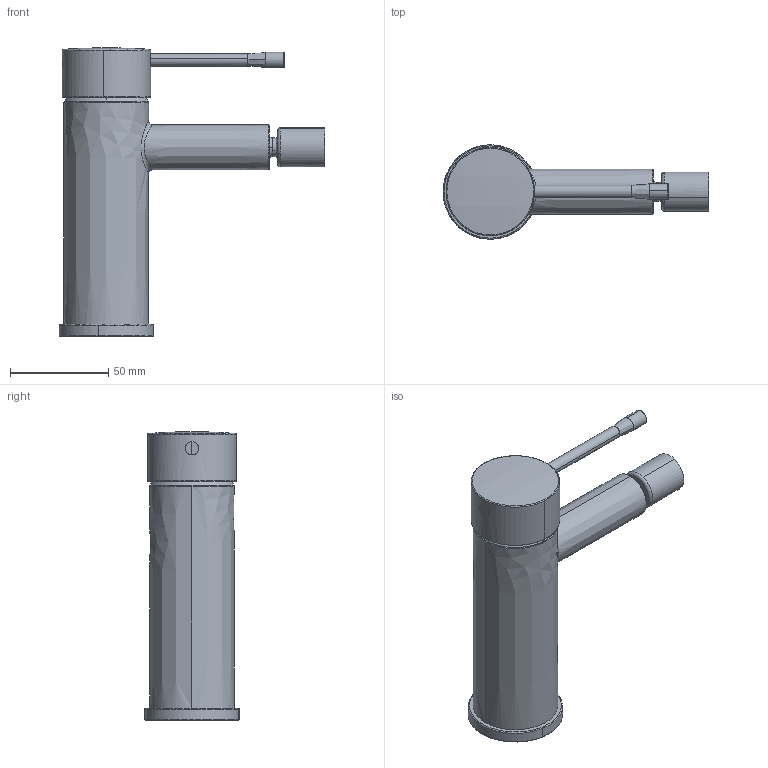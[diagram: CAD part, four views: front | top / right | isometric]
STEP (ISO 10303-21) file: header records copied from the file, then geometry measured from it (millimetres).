
FILE_DESCRIPTION(/* description */ ('AP214 STEP file'),/* implementation_level */ '2;1');
FILE_NAME(/* name */ '24395_out.stp',/* time_stamp */ '2023-03-06T10:15:55+01:00',/* author */ (''),/* organization */ (''),/* preprocessor_version */ 'ST-DEVELOPER v18.1',/* originating_system */ 'Elysium Co. Ltd. STEP Translator v8.3.0.0',/* authorisation */ '');
FILE_SCHEMA (('AUTOMOTIVE_DESIGN { 1 0 10303 214 3 1 1 }'));
Length unit declared in the file: millimetre
Products named in the file (1): 24395_extract
Bounding box: 135.13 x 47.99 x 146.57 mm (x, y, z)
Volume: 253532.6 mm3; surface area: 31985.8 mm2
Topology: 1 solids, 1 shells, 61 faces, 144 edges, 92 vertices
Faces by surface type: torus 16, cylinder 14, bspline 11, plane 10, extrusion 4, sphere 4, cone 2
Entity records: 3988 total; most frequent: CARTESIAN_POINT 2234, ORIENTED_EDGE 288, EDGE_CURVE 144, STYLED_ITEM 122, B_SPLINE_CURVE_WITH_KNOTS 92, VERTEX_POINT 92, AXIS2_PLACEMENT_3D 87, DIRECTION 78
